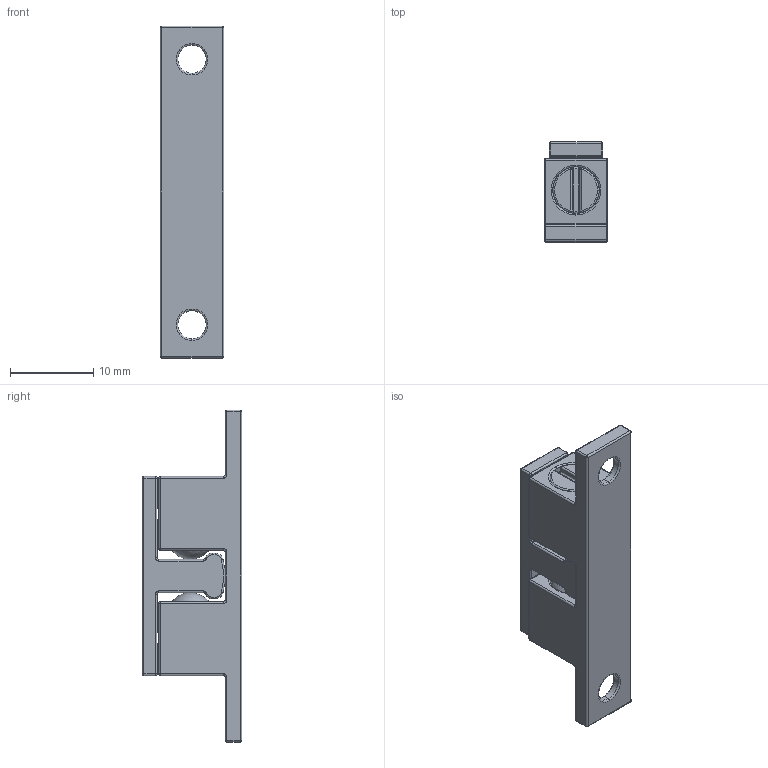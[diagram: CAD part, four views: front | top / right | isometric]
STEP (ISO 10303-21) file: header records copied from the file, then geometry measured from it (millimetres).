
FILE_DESCRIPTION (( 'STEP AP214' ), '1' );
FILE_NAME ('TK-40.STEP', '2014-12-24T05:36:31', ( '' ), ( '' ), 'SwSTEP 2.0', 'SolidWorks 2010', '' );
FILE_SCHEMA (( 'AUTOMOTIVE_DESIGN' ));
Length unit declared in the file: millimetre
Products named in the file (5): 主體; 鋼珠; 扣件; 蓋子; TK-40
Assembly tree (6 placements, depth 2):
  TK-40
    主體
    鋼珠  x2
    蓋子  x2
    扣件
Bounding box: 7.7 x 12 x 40 mm (x, y, z)
Volume: 1987.2 mm3; surface area: 2492.2 mm2
Topology: 6 solids, 6 shells, 262 faces, 616 edges, 328 vertices
Faces by surface type: cylinder 99, torus 72, plane 39, sphere 36, cone 8, bspline 8
Entity records: 6688 total; most frequent: CARTESIAN_POINT 1283, DIRECTION 1272, ORIENTED_EDGE 1000, AXIS2_PLACEMENT_3D 550, EDGE_CURVE 500, CIRCLE 316, VERTEX_POINT 277, EDGE_LOOP 239
